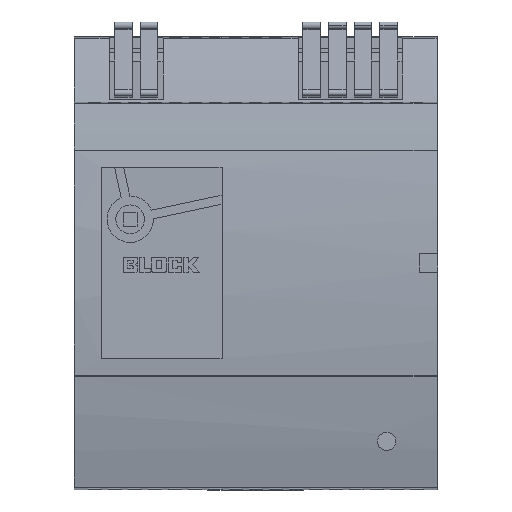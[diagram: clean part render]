
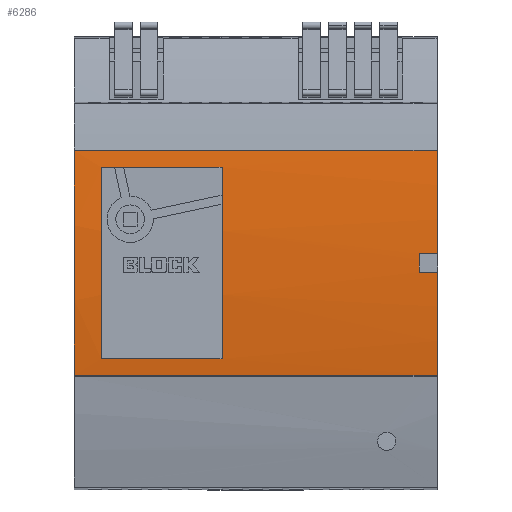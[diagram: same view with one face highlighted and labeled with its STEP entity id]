
A CAD part, top view. The second image highlights one B-rep face of the part: STEP entity #6286.
In plain terms, the highlighted cylindrical face has radius 192 mm (diameter 384 mm), a partial arc.
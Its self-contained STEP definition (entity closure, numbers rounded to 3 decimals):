
#208 = CARTESIAN_POINT ( 'NONE',  ( 36., 1.8, 53.992 ) ) ;
#276 = VERTEX_POINT ( 'NONE', #3106 ) ;
#333 = CARTESIAN_POINT ( 'NONE',  ( -36., 0., -138. ) ) ;
#683 = CARTESIAN_POINT ( 'NONE',  ( 36., -1.8, 53.992 ) ) ;
#884 = CIRCLE ( 'NONE', #9683, 192. ) ;
#948 = CARTESIAN_POINT ( 'NONE',  ( -6.7, 0., -138. ) ) ;
#1136 = EDGE_LOOP ( 'NONE', ( #4285, #6116, #8502, #3237 ) ) ;
#1310 = VECTOR ( 'NONE', #14138, 1000. ) ;
#1352 = CARTESIAN_POINT ( 'NONE',  ( -30.7, 19., 53.058 ) ) ;
#1506 = CARTESIAN_POINT ( 'NONE',  ( 32.5, 1.8, 53.992 ) ) ;
#1866 = DIRECTION ( 'NONE',  ( 1., 0., 0. ) ) ;
#1878 = VERTEX_POINT ( 'NONE', #3169 ) ;
#2108 = DIRECTION ( 'NONE',  ( 1., 0., 0. ) ) ;
#2225 = VECTOR ( 'NONE', #1866, 1000. ) ;
#2257 = CARTESIAN_POINT ( 'NONE',  ( -36., 0., -138. ) ) ;
#2430 = EDGE_CURVE ( 'NONE', #276, #10907, #4171, .T. ) ;
#2504 = DIRECTION ( 'NONE',  ( -1., 0., 0. ) ) ;
#2514 = EDGE_CURVE ( 'NONE', #5746, #276, #5580, .T. ) ;
#2786 = CARTESIAN_POINT ( 'NONE',  ( -36., 19., 53.058 ) ) ;
#2874 = DIRECTION ( 'NONE',  ( -1., 0., 0. ) ) ;
#2935 = DIRECTION ( 'NONE',  ( -1., 0., 0. ) ) ;
#3106 = CARTESIAN_POINT ( 'NONE',  ( 32.5, -1.8, 53.992 ) ) ;
#3169 = CARTESIAN_POINT ( 'NONE',  ( 36., 22.314, 52.699 ) ) ;
#3237 = ORIENTED_EDGE ( 'NONE', *, *, #4954, .F. ) ;
#3361 = CYLINDRICAL_SURFACE ( 'NONE', #14354, 192. ) ;
#3519 = CARTESIAN_POINT ( 'NONE',  ( 36., 0., -138. ) ) ;
#3930 = ORIENTED_EDGE ( 'NONE', *, *, #11870, .F. ) ;
#4072 = ORIENTED_EDGE ( 'NONE', *, *, #2514, .F. ) ;
#4171 = LINE ( 'NONE', #13538, #4819 ) ;
#4266 = DIRECTION ( 'NONE',  ( -1., 0., 0. ) ) ;
#4285 = ORIENTED_EDGE ( 'NONE', *, *, #6107, .F. ) ;
#4483 = VERTEX_POINT ( 'NONE', #1352 ) ;
#4491 = DIRECTION ( 'NONE',  ( 0., -1., 0. ) ) ;
#4819 = VECTOR ( 'NONE', #13463, 1000. ) ;
#4936 = EDGE_CURVE ( 'NONE', #11821, #6659, #6738, .T. ) ;
#4946 = ORIENTED_EDGE ( 'NONE', *, *, #4936, .T. ) ;
#4954 = EDGE_CURVE ( 'NONE', #10818, #13991, #12879, .T. ) ;
#5290 = EDGE_CURVE ( 'NONE', #12422, #4483, #8840, .T. ) ;
#5438 = DIRECTION ( 'NONE',  ( 0., 1., 0. ) ) ;
#5580 = CIRCLE ( 'NONE', #9591, 192. ) ;
#5746 = VERTEX_POINT ( 'NONE', #1506 ) ;
#6094 = CIRCLE ( 'NONE', #8102, 192. ) ;
#6107 = EDGE_CURVE ( 'NONE', #4483, #10818, #8820, .T. ) ;
#6116 = ORIENTED_EDGE ( 'NONE', *, *, #5290, .F. ) ;
#6276 = ORIENTED_EDGE ( 'NONE', *, *, #6916, .T. ) ;
#6286 = ADVANCED_FACE ( 'NONE', ( #13057, #12900 ), #3361, .T. ) ;
#6332 = CIRCLE ( 'NONE', #15143, 192. ) ;
#6659 = VERTEX_POINT ( 'NONE', #9609 ) ;
#6738 = LINE ( 'NONE', #12806, #2225 ) ;
#6806 = ORIENTED_EDGE ( 'NONE', *, *, #7098, .F. ) ;
#6916 = EDGE_CURVE ( 'NONE', #14658, #1878, #6332, .T. ) ;
#7098 = EDGE_CURVE ( 'NONE', #14658, #5746, #10585, .T. ) ;
#7573 = DIRECTION ( 'NONE',  ( 0., 0., -1. ) ) ;
#7698 = EDGE_CURVE ( 'NONE', #11821, #12692, #6094, .T. ) ;
#7859 = DIRECTION ( 'NONE',  ( 1., 0., 0. ) ) ;
#8102 = AXIS2_PLACEMENT_3D ( 'NONE', #333, #13732, #7573 ) ;
#8409 = DIRECTION ( 'NONE',  ( 0., 0., -1. ) ) ;
#8502 = ORIENTED_EDGE ( 'NONE', *, *, #8961, .F. ) ;
#8683 = CARTESIAN_POINT ( 'NONE',  ( -36., 22.314, 52.699 ) ) ;
#8820 = CIRCLE ( 'NONE', #11353, 192. ) ;
#8840 = LINE ( 'NONE', #2786, #12828 ) ;
#8879 = ORIENTED_EDGE ( 'NONE', *, *, #2430, .F. ) ;
#8961 = EDGE_CURVE ( 'NONE', #13991, #12422, #10400, .T. ) ;
#9177 = CARTESIAN_POINT ( 'NONE',  ( -36., -19., 53.058 ) ) ;
#9591 = AXIS2_PLACEMENT_3D ( 'NONE', #11721, #7859, #10453 ) ;
#9609 = CARTESIAN_POINT ( 'NONE',  ( 36., -22.314, 52.699 ) ) ;
#9683 = AXIS2_PLACEMENT_3D ( 'NONE', #14989, #2935, #13729 ) ;
#10400 = CIRCLE ( 'NONE', #14934, 192. ) ;
#10453 = DIRECTION ( 'NONE',  ( 0., 0., -1. ) ) ;
#10574 = EDGE_CURVE ( 'NONE', #6659, #10907, #884, .T. ) ;
#10585 = LINE ( 'NONE', #12598, #1310 ) ;
#10782 = CARTESIAN_POINT ( 'NONE',  ( -30.7, -19., 53.058 ) ) ;
#10818 = VERTEX_POINT ( 'NONE', #10782 ) ;
#10907 = VERTEX_POINT ( 'NONE', #683 ) ;
#11353 = AXIS2_PLACEMENT_3D ( 'NONE', #15192, #14011, #5438 ) ;
#11721 = CARTESIAN_POINT ( 'NONE',  ( 32.5, 0., -138. ) ) ;
#11821 = VERTEX_POINT ( 'NONE', #15356 ) ;
#11868 = DIRECTION ( 'NONE',  ( 0., 0., -1. ) ) ;
#11870 = EDGE_CURVE ( 'NONE', #12692, #1878, #14495, .T. ) ;
#11907 = ORIENTED_EDGE ( 'NONE', *, *, #7698, .F. ) ;
#12051 = CARTESIAN_POINT ( 'NONE',  ( -36., 22.314, 52.699 ) ) ;
#12343 = CARTESIAN_POINT ( 'NONE',  ( -6.7, 19., 53.058 ) ) ;
#12378 = ORIENTED_EDGE ( 'NONE', *, *, #10574, .T. ) ;
#12422 = VERTEX_POINT ( 'NONE', #12343 ) ;
#12598 = CARTESIAN_POINT ( 'NONE',  ( -36., 1.8, 53.992 ) ) ;
#12692 = VERTEX_POINT ( 'NONE', #8683 ) ;
#12806 = CARTESIAN_POINT ( 'NONE',  ( -36., -22.314, 52.699 ) ) ;
#12828 = VECTOR ( 'NONE', #2874, 1000. ) ;
#12879 = LINE ( 'NONE', #9177, #15060 ) ;
#12900 = FACE_OUTER_BOUND ( 'NONE', #13683, .T. ) ;
#13057 = FACE_BOUND ( 'NONE', #1136, .T. ) ;
#13463 = DIRECTION ( 'NONE',  ( 1., 0., 0. ) ) ;
#13538 = CARTESIAN_POINT ( 'NONE',  ( -36., -1.8, 53.992 ) ) ;
#13683 = EDGE_LOOP ( 'NONE', ( #6806, #6276, #3930, #11907, #4946, #12378, #8879, #4072 ) ) ;
#13729 = DIRECTION ( 'NONE',  ( 0., 0., -1. ) ) ;
#13732 = DIRECTION ( 'NONE',  ( -1., 0., 0. ) ) ;
#13966 = VECTOR ( 'NONE', #14565, 1000. ) ;
#13991 = VERTEX_POINT ( 'NONE', #14700 ) ;
#14011 = DIRECTION ( 'NONE',  ( 1., 0., 0. ) ) ;
#14056 = DIRECTION ( 'NONE',  ( 1., 0., 0. ) ) ;
#14138 = DIRECTION ( 'NONE',  ( -1., 0., 0. ) ) ;
#14354 = AXIS2_PLACEMENT_3D ( 'NONE', #2257, #2108, #11868 ) ;
#14495 = LINE ( 'NONE', #12051, #13966 ) ;
#14565 = DIRECTION ( 'NONE',  ( 1., 0., 0. ) ) ;
#14658 = VERTEX_POINT ( 'NONE', #208 ) ;
#14700 = CARTESIAN_POINT ( 'NONE',  ( -6.7, -19., 53.058 ) ) ;
#14934 = AXIS2_PLACEMENT_3D ( 'NONE', #948, #4266, #4491 ) ;
#14989 = CARTESIAN_POINT ( 'NONE',  ( 36., 0., -138. ) ) ;
#15060 = VECTOR ( 'NONE', #14056, 1000. ) ;
#15143 = AXIS2_PLACEMENT_3D ( 'NONE', #3519, #2504, #8409 ) ;
#15192 = CARTESIAN_POINT ( 'NONE',  ( -30.7, 0., -138. ) ) ;
#15356 = CARTESIAN_POINT ( 'NONE',  ( -36., -22.314, 52.699 ) ) ;
